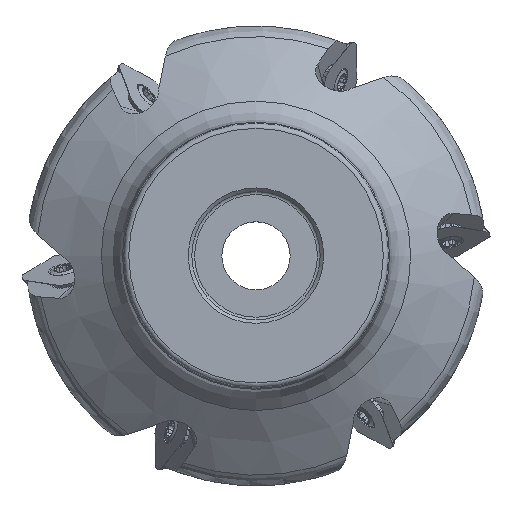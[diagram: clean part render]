
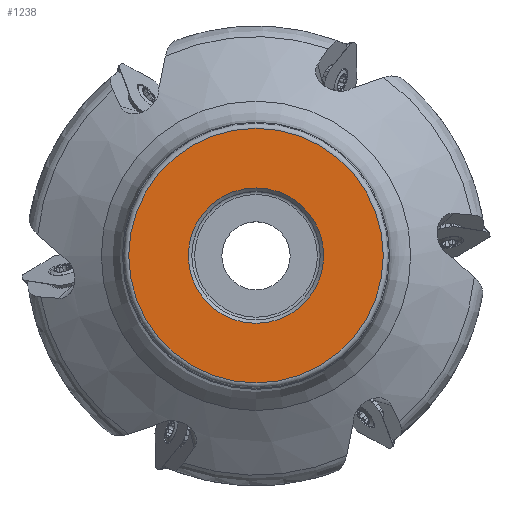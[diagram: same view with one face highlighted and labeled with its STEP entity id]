
A CAD part, top view. The second image highlights one B-rep face of the part: STEP entity #1238.
In plain terms, the highlighted planar face has unit normal (0, 0, 1).
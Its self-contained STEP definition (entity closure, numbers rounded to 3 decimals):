
#1238=ADVANCED_FACE('SU_1',(#2444,#2445),#1797,.F.);
#1797=PLANE('',#12623);
#2192=CIRCLE('',#12621,25.193);
#2193=CIRCLE('',#12622,13.405);
#2444=FACE_BOUND('',#2737,.T.);
#2445=FACE_BOUND('',#2738,.T.);
#2737=EDGE_LOOP('',(#5081));
#2738=EDGE_LOOP('',(#5082));
#5081=ORIENTED_EDGE('',*,*,#9721,.T.);
#5082=ORIENTED_EDGE('',*,*,#9722,.F.);
#8369=VERTEX_POINT('',#20055);
#8370=VERTEX_POINT('',#20057);
#9721=EDGE_CURVE('',#8369,#8369,#2192,.T.);
#9722=EDGE_CURVE('',#8370,#8370,#2193,.T.);
#12621=AXIS2_PLACEMENT_3D('',#20054,#14340,#14341);
#12622=AXIS2_PLACEMENT_3D('',#20056,#14342,#14343);
#12623=AXIS2_PLACEMENT_3D('',#20058,#14344,#14345);
#14340=DIRECTION('',(0.,0.,1.));
#14341=DIRECTION('',(1.,0.,0.));
#14342=DIRECTION('',(0.,0.,1.));
#14343=DIRECTION('',(1.,0.,0.));
#14344=DIRECTION('',(0.,0.,-1.));
#14345=DIRECTION('',(-1.,0.,0.));
#20054=CARTESIAN_POINT('',(0.,0.,0.));
#20055=CARTESIAN_POINT('',(25.193,0.,0.));
#20056=CARTESIAN_POINT('',(0.,0.,0.));
#20057=CARTESIAN_POINT('',(13.405,0.,0.));
#20058=CARTESIAN_POINT('',(-26.193,0.,0.));
